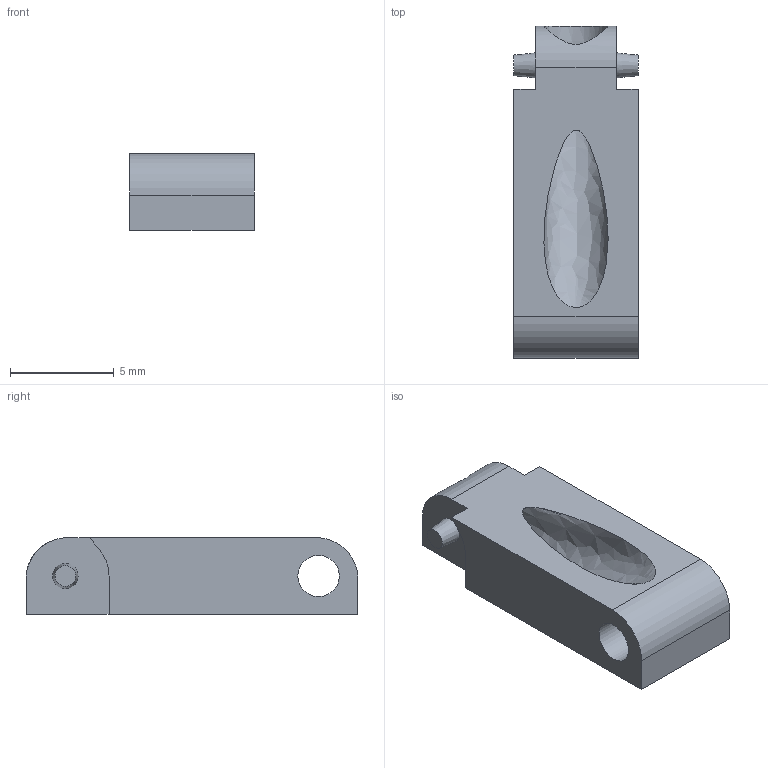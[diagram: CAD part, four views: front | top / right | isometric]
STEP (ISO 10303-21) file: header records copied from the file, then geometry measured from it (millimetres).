
FILE_DESCRIPTION(/* description */ (''),/* implementation_level */ '2;1');
FILE_NAME(/* name */ 'Penultimate Link.step',/* time_stamp */ '2022-10-18T09:44:04-05:00',/* author */ (''),/* organization */ (''),/* preprocessor_version */ 'ST-DEVELOPER v19',/* originating_system */ 'Autodesk Translation Framework v11.7.0.108',/* authorisation */ '');
FILE_SCHEMA (('AUTOMOTIVE_DESIGN { 1 0 10303 214 3 1 1 }'));
Length unit declared in the file: millimetre
Products named in the file (1): Penultimate Link
Bounding box: 6 x 16 x 3.7 mm (x, y, z)
Volume: 223.2 mm3; surface area: 434.8 mm2
Topology: 1 solids, 1 shells, 22 faces, 57 edges, 38 vertices
Faces by surface type: plane 14, cylinder 5, cone 2, bspline 1
Full cylindrical faces by diameter (mm): 2 x1
Entity records: 814 total; most frequent: CARTESIAN_POINT 217, ORIENTED_EDGE 114, DIRECTION 114, EDGE_CURVE 57, LINE 38, VECTOR 38, VERTEX_POINT 38, AXIS2_PLACEMENT_3D 38
